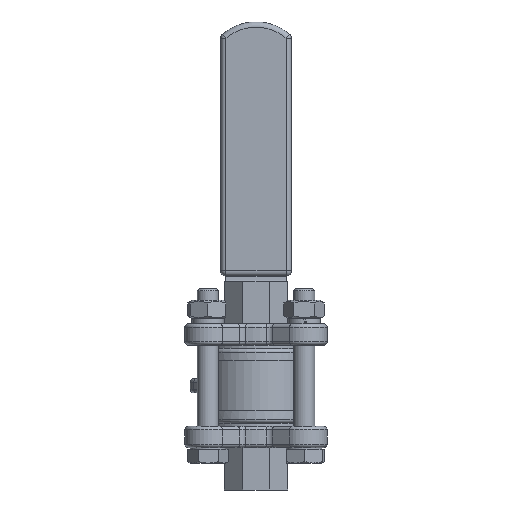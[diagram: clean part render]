
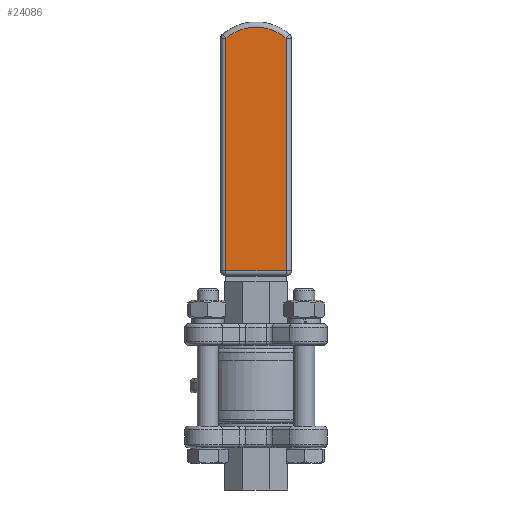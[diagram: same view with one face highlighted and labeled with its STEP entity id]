
A CAD part, front view. The second image highlights one B-rep face of the part: STEP entity #24086.
In plain terms, the highlighted planar face has unit normal (0, -1, 0).
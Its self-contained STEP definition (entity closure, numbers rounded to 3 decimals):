
#1885=PLANE('',#25869);
#3329=LINE('',#41907,#5049);
#3331=LINE('',#41910,#5051);
#3333=LINE('',#41913,#5053);
#5049=VECTOR('',#30251,10.);
#5051=VECTOR('',#30255,10.);
#5053=VECTOR('',#30259,10.);
#6750=FACE_OUTER_BOUND('',#8188,.T.);
#8188=EDGE_LOOP('',(#19973,#19974,#19975,#19976));
#9187=CIRCLE('',#25858,13.);
#10848=VERTEX_POINT('',#41817);
#10851=VERTEX_POINT('',#41824);
#10854=VERTEX_POINT('',#41831);
#10862=VERTEX_POINT('',#41852);
#13943=EDGE_CURVE('',#10851,#10862,#9187,.T.);
#13945=EDGE_CURVE('',#10862,#10854,#3329,.T.);
#13947=EDGE_CURVE('',#10854,#10848,#3331,.T.);
#13949=EDGE_CURVE('',#10848,#10851,#3333,.T.);
#19973=ORIENTED_EDGE('',*,*,#13943,.F.);
#19974=ORIENTED_EDGE('',*,*,#13949,.F.);
#19975=ORIENTED_EDGE('',*,*,#13947,.F.);
#19976=ORIENTED_EDGE('',*,*,#13945,.F.);
#24086=ADVANCED_FACE('',(#6750),#1885,.F.);
#25858=AXIS2_PLACEMENT_3D('',#41904,#30245,#30246);
#25869=AXIS2_PLACEMENT_3D('',#42452,#30342,#30343);
#30245=DIRECTION('center_axis',(0.,1.,0.));
#30246=DIRECTION('ref_axis',(0.,0.,
1.));
#30251=DIRECTION('',(0.,0.,-1.));
#30255=DIRECTION('',(-1.,0.,0.));
#30259=DIRECTION('',(0.,0.,1.));
#30342=DIRECTION('center_axis',(0.,1.,0.));
#30343=DIRECTION('ref_axis',(0.,0.,1.));
#41817=CARTESIAN_POINT('',(-8.5,44.,32.5));
#41824=CARTESIAN_POINT('',(-8.5,44.,98.336));
#41831=CARTESIAN_POINT('',(8.5,44.,32.5));
#41852=CARTESIAN_POINT('',(8.5,44.,98.336));
#41904=CARTESIAN_POINT('Origin',(0.,44.,88.5));
#41907=CARTESIAN_POINT('',(8.5,44.,81.787));
#41910=CARTESIAN_POINT('',(5.,44.,32.5));
#41913=CARTESIAN_POINT('',(-8.5,44.,47.787));
#42452=CARTESIAN_POINT('Origin',(0.,44.,64.574));
